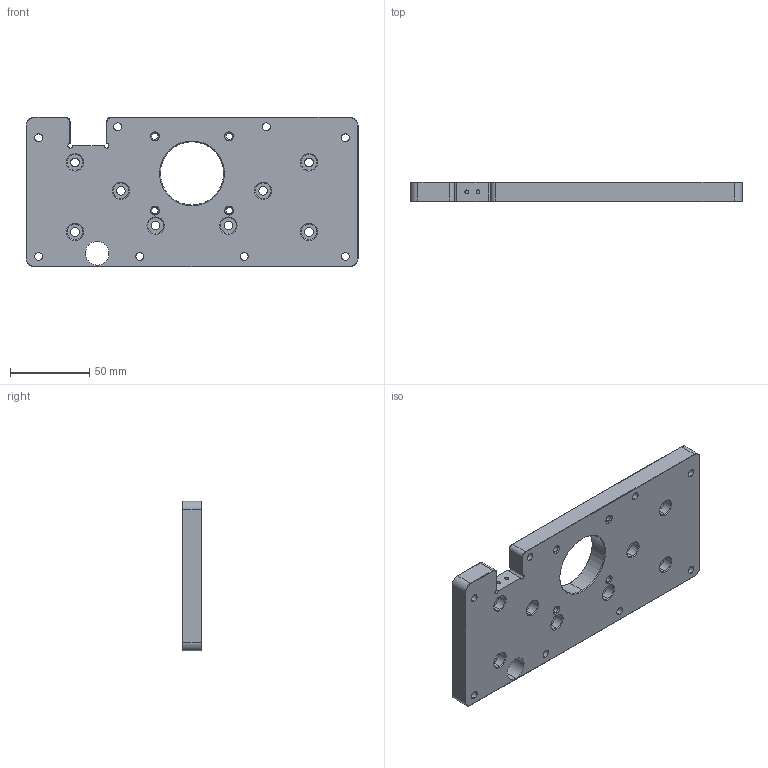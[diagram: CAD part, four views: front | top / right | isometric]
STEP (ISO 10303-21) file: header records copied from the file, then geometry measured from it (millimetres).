
FILE_DESCRIPTION (( 'STEP AP203' ), '1' );
FILE_NAME ('Z轴底部电机端盖板.STEP', '2022-09-13T08:50:17', ( '' ), ( '' ), 'SwSTEP 2.0', 'SolidWorks 2016', '' );
FILE_SCHEMA (( 'CONFIG_CONTROL_DESIGN' ));
Length unit declared in the file: millimetre
Products named in the file (1): Z轴底部电机端盖板
Bounding box: 210 x 12 x 94.5 mm (x, y, z)
Volume: 205115.8 mm3; surface area: 49938.5 mm2
Topology: 1 solids, 1 shells, 170 faces, 398 edges, 248 vertices
Faces by surface type: cylinder 102, cone 28, plane 28, torus 12
Entity records: 5103 total; most frequent: DIRECTION 976, CARTESIAN_POINT 837, ORIENTED_EDGE 796, AXIS2_PLACEMENT_3D 411, EDGE_CURVE 398, VERTEX_POINT 248, CIRCLE 240, EDGE_LOOP 232
